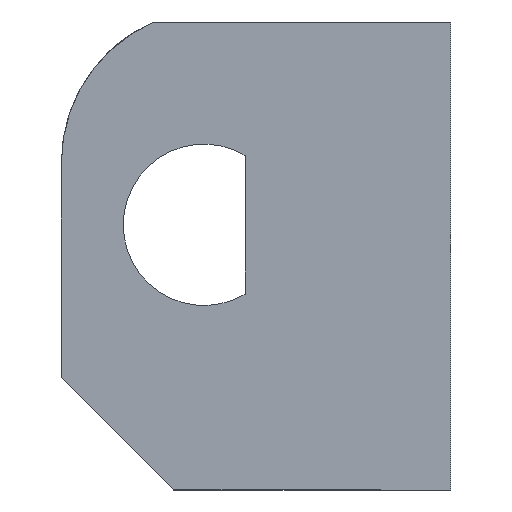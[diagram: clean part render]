
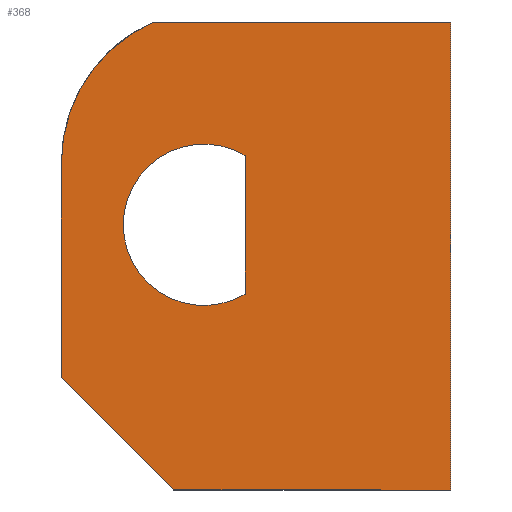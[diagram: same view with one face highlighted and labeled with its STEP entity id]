
A CAD part, left-side view. The second image highlights one B-rep face of the part: STEP entity #368.
In plain terms, the highlighted planar face has unit normal (-1, 0, 0).
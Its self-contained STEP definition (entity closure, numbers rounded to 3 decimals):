
#28 = VECTOR ( 'NONE', #825, 1000. ) ;
#46 = VERTEX_POINT ( 'NONE', #118 ) ;
#95 = VERTEX_POINT ( 'NONE', #325 ) ;
#110 = VERTEX_POINT ( 'NONE', #668 ) ;
#117 = DIRECTION ( 'NONE',  ( 0., 1., 0. ) ) ;
#118 = CARTESIAN_POINT ( 'NONE',  ( -4.5, 14.606, 5.408 ) ) ;
#136 = DIRECTION ( 'NONE',  ( 0., 1., 0. ) ) ;
#168 = ORIENTED_EDGE ( 'NONE', *, *, #772, .T. ) ;
#176 = DIRECTION ( 'NONE',  ( 1., 0., 0. ) ) ;
#182 = DIRECTION ( 'NONE',  ( 1., 0., 0. ) ) ;
#190 = CIRCLE ( 'NONE', #645, 2.15 ) ;
#196 = ORIENTED_EDGE ( 'NONE', *, *, #737, .F. ) ;
#204 = FACE_OUTER_BOUND ( 'NONE', #530, .T. ) ;
#206 = EDGE_CURVE ( 'NONE', #262, #672, #907, .T. ) ;
#213 = LINE ( 'NONE', #548, #28 ) ;
#230 = AXIS2_PLACEMENT_3D ( 'NONE', #695, #176, #615 ) ;
#234 = CARTESIAN_POINT ( 'NONE',  ( -4.5, 14.06, -7.071 ) ) ;
#253 = DIRECTION ( 'NONE',  ( 0., 1., 0. ) ) ;
#262 = VERTEX_POINT ( 'NONE', #327 ) ;
#264 = PLANE ( 'NONE',  #446 ) ;
#265 = ORIENTED_EDGE ( 'NONE', *, *, #537, .T. ) ;
#283 = DIRECTION ( 'NONE',  ( 0., 0., 1. ) ) ;
#287 = CARTESIAN_POINT ( 'NONE',  ( -4.5, 17.06, -10.908 ) ) ;
#300 = VECTOR ( 'NONE', #117, 1000. ) ;
#306 = DIRECTION ( 'NONE',  ( 1., 0., 0. ) ) ;
#309 = ORIENTED_EDGE ( 'NONE', *, *, #444, .T. ) ;
#310 = DIRECTION ( 'NONE',  ( 0., -1., 0. ) ) ;
#325 = CARTESIAN_POINT ( 'NONE',  ( -4.5, 12.16, -1.847 ) ) ;
#327 = CARTESIAN_POINT ( 'NONE',  ( -4.5, 17.06, -4.071 ) ) ;
#336 = LINE ( 'NONE', #638, #718 ) ;
#338 = CARTESIAN_POINT ( 'NONE',  ( -4.5, 13.26, 0. ) ) ;
#346 = ORIENTED_EDGE ( 'NONE', *, *, #525, .F. ) ;
#368 = ADVANCED_FACE ( 'NONE', ( #472, #204 ), #264, .F. ) ;
#390 = VERTEX_POINT ( 'NONE', #478 ) ;
#431 = CARTESIAN_POINT ( 'NONE',  ( -4.5, 6.68, 5.408 ) ) ;
#444 = EDGE_CURVE ( 'NONE', #390, #823, #703, .T. ) ;
#446 = AXIS2_PLACEMENT_3D ( 'NONE', #287, #306, #310 ) ;
#472 = FACE_BOUND ( 'NONE', #828, .T. ) ;
#478 = CARTESIAN_POINT ( 'NONE',  ( -4.5, 6.68, -7.071 ) ) ;
#479 = ORIENTED_EDGE ( 'NONE', *, *, #206, .F. ) ;
#496 = DIRECTION ( 'NONE',  ( 0., 0.707, 0.707 ) ) ;
#498 = CARTESIAN_POINT ( 'NONE',  ( -4.5, 6.68, -7.071 ) ) ;
#522 = CIRCLE ( 'NONE', #691, 2.15 ) ;
#525 = EDGE_CURVE ( 'NONE', #672, #46, #633, .T. ) ;
#530 = EDGE_LOOP ( 'NONE', ( #196, #309, #265, #346, #479, #740 ) ) ;
#537 = EDGE_CURVE ( 'NONE', #823, #46, #213, .T. ) ;
#542 = LINE ( 'NONE', #700, #866 ) ;
#548 = CARTESIAN_POINT ( 'NONE',  ( -4.5, 6.132, 5.408 ) ) ;
#572 = DIRECTION ( 'NONE',  ( 0., 0., 1. ) ) ;
#579 = VERTEX_POINT ( 'NONE', #234 ) ;
#615 = DIRECTION ( 'NONE',  ( 0., -1., 0. ) ) ;
#625 = EDGE_CURVE ( 'NONE', #863, #110, #190, .T. ) ;
#627 = CARTESIAN_POINT ( 'NONE',  ( -4.5, 13.26, 0. ) ) ;
#633 = CIRCLE ( 'NONE', #230, 4.1 ) ;
#638 = CARTESIAN_POINT ( 'NONE',  ( -4.5, 12.16, 1.847 ) ) ;
#645 = AXIS2_PLACEMENT_3D ( 'NONE', #338, #717, #253 ) ;
#668 = CARTESIAN_POINT ( 'NONE',  ( -4.5, 12.16, 1.847 ) ) ;
#672 = VERTEX_POINT ( 'NONE', #796 ) ;
#691 = AXIS2_PLACEMENT_3D ( 'NONE', #627, #182, #136 ) ;
#695 = CARTESIAN_POINT ( 'NONE',  ( -4.5, 12.96, 1.653 ) ) ;
#700 = CARTESIAN_POINT ( 'NONE',  ( -4.5, 17.06, -4.071 ) ) ;
#703 = LINE ( 'NONE', #498, #837 ) ;
#705 = CARTESIAN_POINT ( 'NONE',  ( -4.5, 17.06, -10.908 ) ) ;
#713 = DIRECTION ( 'NONE',  ( 0., 0., -1. ) ) ;
#717 = DIRECTION ( 'NONE',  ( 1., 0., 0. ) ) ;
#718 = VECTOR ( 'NONE', #713, 1000. ) ;
#732 = EDGE_CURVE ( 'NONE', #110, #95, #336, .T. ) ;
#737 = EDGE_CURVE ( 'NONE', #390, #579, #876, .T. ) ;
#740 = ORIENTED_EDGE ( 'NONE', *, *, #744, .F. ) ;
#741 = ORIENTED_EDGE ( 'NONE', *, *, #625, .T. ) ;
#744 = EDGE_CURVE ( 'NONE', #579, #262, #542, .T. ) ;
#772 = EDGE_CURVE ( 'NONE', #95, #863, #522, .T. ) ;
#796 = CARTESIAN_POINT ( 'NONE',  ( -4.5, 17.06, 1.653 ) ) ;
#823 = VERTEX_POINT ( 'NONE', #431 ) ;
#825 = DIRECTION ( 'NONE',  ( 0., 1., 0. ) ) ;
#828 = EDGE_LOOP ( 'NONE', ( #897, #168, #741 ) ) ;
#829 = VECTOR ( 'NONE', #283, 1000. ) ;
#837 = VECTOR ( 'NONE', #572, 1000. ) ;
#863 = VERTEX_POINT ( 'NONE', #915 ) ;
#866 = VECTOR ( 'NONE', #496, 1000. ) ;
#876 = LINE ( 'NONE', #885, #300 ) ;
#885 = CARTESIAN_POINT ( 'NONE',  ( -4.5, 6.132, -7.071 ) ) ;
#897 = ORIENTED_EDGE ( 'NONE', *, *, #732, .T. ) ;
#907 = LINE ( 'NONE', #705, #829 ) ;
#915 = CARTESIAN_POINT ( 'NONE',  ( -4.5, 15.41, 0. ) ) ;
